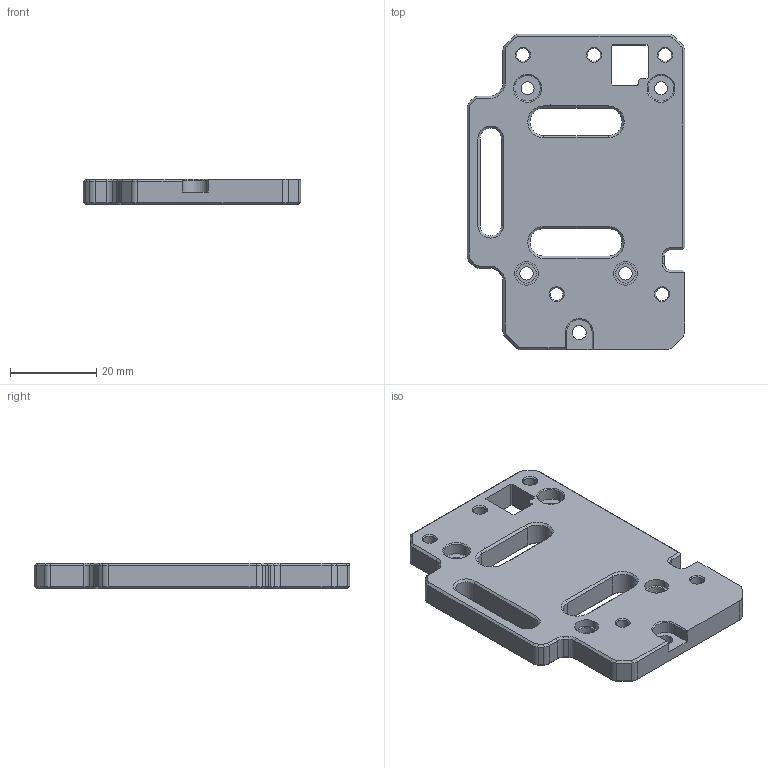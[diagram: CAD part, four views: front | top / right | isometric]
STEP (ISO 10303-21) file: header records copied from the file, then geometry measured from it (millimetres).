
FILE_DESCRIPTION (( 'STEP AP203' ), '1' );
FILE_NAME ('Bear_Extruder_Plate.STEP', '2020-08-20T18:36:26', ( '' ), ( '' ), 'SwSTEP 2.0', 'SolidWorks 2019', '' );
FILE_SCHEMA (( 'CONFIG_CONTROL_DESIGN' ));
Length unit declared in the file: millimetre
Products named in the file (1): Bear_Extruder_Plate
Bounding box: 50.6 x 73.31 x 6 mm (x, y, z)
Volume: 16555.5 mm3; surface area: 8866.3 mm2
Topology: 1 solids, 1 shells, 267 faces, 626 edges, 379 vertices
Faces by surface type: plane 117, cylinder 81, cone 69
Entity records: 7686 total; most frequent: DIRECTION 1395, CARTESIAN_POINT 1273, ORIENTED_EDGE 1252, EDGE_CURVE 626, AXIS2_PLACEMENT_3D 501, VECTOR 393, LINE 393, VERTEX_POINT 379
